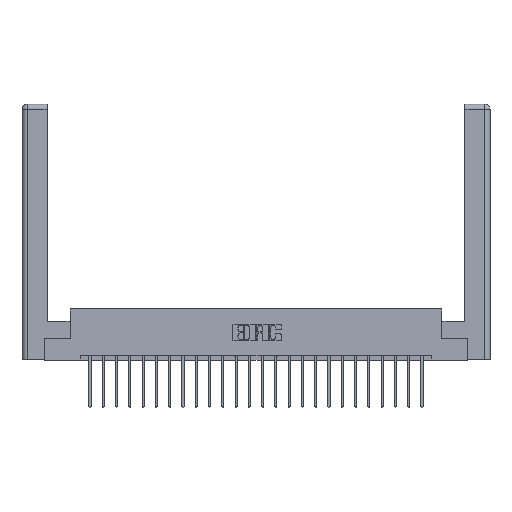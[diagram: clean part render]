
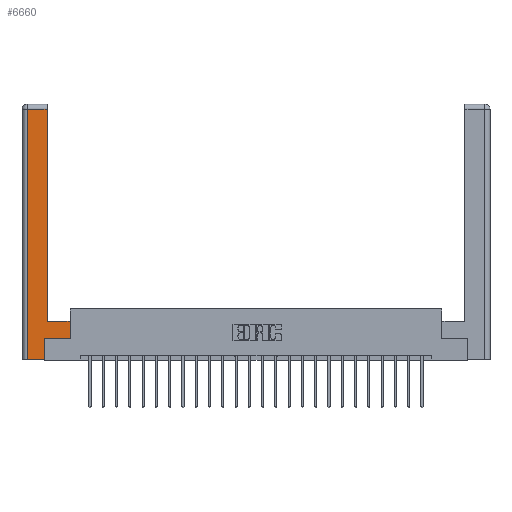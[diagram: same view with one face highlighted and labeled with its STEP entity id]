
A CAD part, top view. The second image highlights one B-rep face of the part: STEP entity #6660.
In plain terms, the highlighted planar face has unit normal (0, 0, 1).
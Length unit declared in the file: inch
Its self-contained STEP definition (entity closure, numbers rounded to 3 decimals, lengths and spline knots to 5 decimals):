
#667 = LINE ( 'NONE', #2971, #20545 ) ;
#1167 = DIRECTION ( 'NONE',  ( 0., 1., 0. ) ) ;
#1297 = LINE ( 'NONE', #22841, #14229 ) ;
#2024 = VERTEX_POINT ( 'NONE', #15551 ) ;
#2343 = CARTESIAN_POINT ( 'NONE',  ( 0.0615, 2.94, 0. ) ) ;
#2474 = VECTOR ( 'NONE', #20064, 39.37008 ) ;
#2675 = CARTESIAN_POINT ( 'NONE',  ( 0.265, 0.245, 0. ) ) ;
#2971 = CARTESIAN_POINT ( 'NONE',  ( 0.0615, 0., 0. ) ) ;
#3388 = VECTOR ( 'NONE', #15948, 39.37008 ) ;
#3642 = FACE_OUTER_BOUND ( 'NONE', #19895, .T. ) ;
#3813 = EDGE_CURVE ( 'NONE', #18236, #2024, #19068, .T. ) ;
#4481 = CARTESIAN_POINT ( 'NONE',  ( 0.265, 0., 0. ) ) ;
#4726 = VERTEX_POINT ( 'NONE', #9868 ) ;
#5515 = CARTESIAN_POINT ( 'NONE',  ( 0.295, 2.94, 0. ) ) ;
#5654 = LINE ( 'NONE', #16084, #18288 ) ;
#6256 = VERTEX_POINT ( 'NONE', #21372 ) ;
#6660 = ADVANCED_FACE ( 'NONE', ( #3642 ), #17002, .F. ) ;
#6723 = CARTESIAN_POINT ( 'NONE',  ( 0.565, 0.245, 0. ) ) ;
#7127 = AXIS2_PLACEMENT_3D ( 'NONE', #18943, #20654, #22555 ) ;
#7663 = ORIENTED_EDGE ( 'NONE', *, *, #19753, .T. ) ;
#8396 = VECTOR ( 'NONE', #1167, 39.37008 ) ;
#8599 = DIRECTION ( 'NONE',  ( 0., -1., 0. ) ) ;
#9723 = EDGE_CURVE ( 'NONE', #6256, #13618, #5654, .T. ) ;
#9868 = CARTESIAN_POINT ( 'NONE',  ( 0.0615, 0., 0. ) ) ;
#11519 = VERTEX_POINT ( 'NONE', #16653 ) ;
#11604 = VECTOR ( 'NONE', #18130, 39.37008 ) ;
#12060 = EDGE_CURVE ( 'NONE', #4726, #6256, #16605, .T. ) ;
#12163 = EDGE_CURVE ( 'NONE', #2024, #4726, #667, .T. ) ;
#12689 = CARTESIAN_POINT ( 'NONE',  ( 0.565, 0.45, 0. ) ) ;
#12791 = LINE ( 'NONE', #21499, #11604 ) ;
#12912 = VERTEX_POINT ( 'NONE', #13615 ) ;
#13605 = LINE ( 'NONE', #6723, #23231 ) ;
#13615 = CARTESIAN_POINT ( 'NONE',  ( 0.565, 0.245, 0. ) ) ;
#13618 = VERTEX_POINT ( 'NONE', #2675 ) ;
#13676 = ORIENTED_EDGE ( 'NONE', *, *, #12060, .T. ) ;
#13813 = CARTESIAN_POINT ( 'NONE',  ( 0.565, 0.45, 0. ) ) ;
#14229 = VECTOR ( 'NONE', #17039, 39.37008 ) ;
#14266 = DIRECTION ( 'NONE',  ( 1., 0., 0. ) ) ;
#14504 = ORIENTED_EDGE ( 'NONE', *, *, #21336, .T. ) ;
#15551 = CARTESIAN_POINT ( 'NONE',  ( 0.0615, 2.94, 0. ) ) ;
#15948 = DIRECTION ( 'NONE',  ( -1., 0., 0. ) ) ;
#16084 = CARTESIAN_POINT ( 'NONE',  ( 0.265, 0.245, 0. ) ) ;
#16605 = LINE ( 'NONE', #4481, #2474 ) ;
#16653 = CARTESIAN_POINT ( 'NONE',  ( 0.295, 0.45, 0. ) ) ;
#17002 = PLANE ( 'NONE',  #7127 ) ;
#17039 = DIRECTION ( 'NONE',  ( -1., 0., 0. ) ) ;
#17596 = ORIENTED_EDGE ( 'NONE', *, *, #3813, .T. ) ;
#18130 = DIRECTION ( 'NONE',  ( 0., 1., 0. ) ) ;
#18236 = VERTEX_POINT ( 'NONE', #5515 ) ;
#18288 = VECTOR ( 'NONE', #23912, 39.37008 ) ;
#18469 = VERTEX_POINT ( 'NONE', #13813 ) ;
#18637 = LINE ( 'NONE', #12689, #8396 ) ;
#18943 = CARTESIAN_POINT ( 'NONE',  ( 0., 0., 0. ) ) ;
#19068 = LINE ( 'NONE', #2343, #3388 ) ;
#19753 = EDGE_CURVE ( 'NONE', #11519, #18236, #12791, .T. ) ;
#19895 = EDGE_LOOP ( 'NONE', ( #7663, #17596, #24094, #13676, #23832, #14504, #22021, #20926 ) ) ;
#20064 = DIRECTION ( 'NONE',  ( 1., 0., 0. ) ) ;
#20545 = VECTOR ( 'NONE', #8599, 39.37008 ) ;
#20654 = DIRECTION ( 'NONE',  ( 0., 0., -1. ) ) ;
#20926 = ORIENTED_EDGE ( 'NONE', *, *, #21212, .T. ) ;
#21212 = EDGE_CURVE ( 'NONE', #18469, #11519, #1297, .T. ) ;
#21336 = EDGE_CURVE ( 'NONE', #13618, #12912, #13605, .T. ) ;
#21372 = CARTESIAN_POINT ( 'NONE',  ( 0.265, 0., 0. ) ) ;
#21499 = CARTESIAN_POINT ( 'NONE',  ( 0.295, 3., 0. ) ) ;
#22021 = ORIENTED_EDGE ( 'NONE', *, *, #22762, .T. ) ;
#22555 = DIRECTION ( 'NONE',  ( -1., 0., 0. ) ) ;
#22762 = EDGE_CURVE ( 'NONE', #12912, #18469, #18637, .T. ) ;
#22841 = CARTESIAN_POINT ( 'NONE',  ( 0.295, 0.45, 0. ) ) ;
#23231 = VECTOR ( 'NONE', #14266, 39.37008 ) ;
#23832 = ORIENTED_EDGE ( 'NONE', *, *, #9723, .T. ) ;
#23912 = DIRECTION ( 'NONE',  ( 0., 1., 0. ) ) ;
#24094 = ORIENTED_EDGE ( 'NONE', *, *, #12163, .T. ) ;
